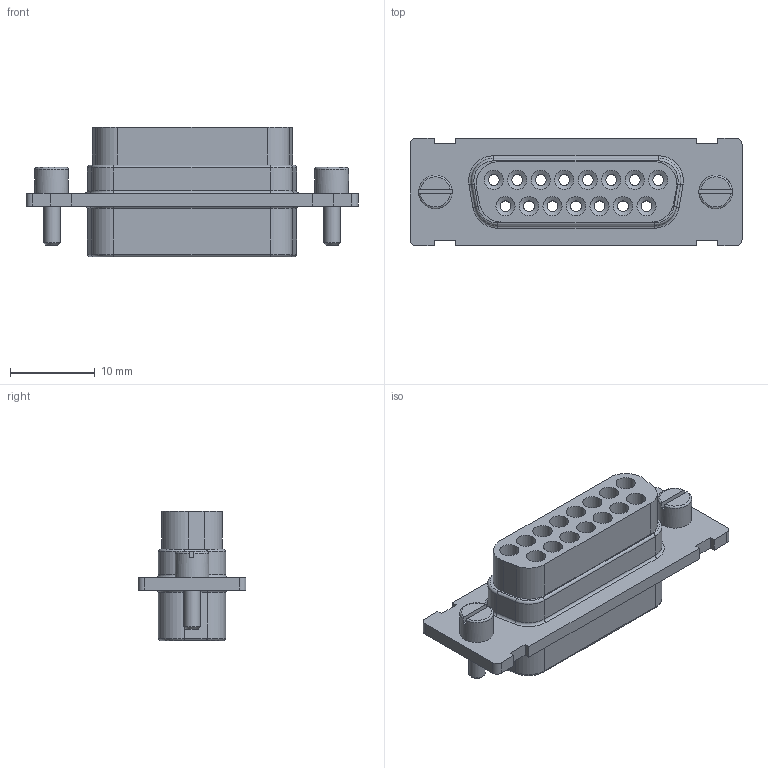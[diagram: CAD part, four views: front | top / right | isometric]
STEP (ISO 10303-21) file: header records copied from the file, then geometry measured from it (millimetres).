
FILE_DESCRIPTION(/* description */ ('Alibre Inc.'),/* implementation_level */ '2;1');
FILE_NAME(/* name */ 'export0',/* time_stamp */ '2009-08-03T15:49:55-07:00',/* author */ (''),/* organization */ (''),/* preprocessor_version */ 'ST-DEVELOPER v10',/* originating_system */ 'Alibre',/* authorisation */ '');
FILE_SCHEMA (('CONFIG_CONTROL_DESIGN'));
Length unit declared in the file: centimetre
Products named in the file (1): ID_1
Bounding box: 39.12 x 12.7 x 15.24 mm (x, y, z)
Volume: 2426.2 mm3; surface area: 3575.5 mm2
Topology: 1 solids, 1 shells, 171 faces, 401 edges, 241 vertices
Faces by surface type: cylinder 68, plane 51, cone 32, torus 20
Full cylindrical faces by diameter (mm): 1.27 x15, 1.951 x2, 2.261 x15, 3.048 x2, 3.962 x2
Entity records: 4634 total; most frequent: CARTESIAN_POINT 893, DIRECTION 741, ORIENTED_EDGE 662, AXIS2_PLACEMENT_3D 334, EDGE_CURVE 331, EDGE_LOOP 278, FACE_BOUND 278, VERTEX_POINT 239
